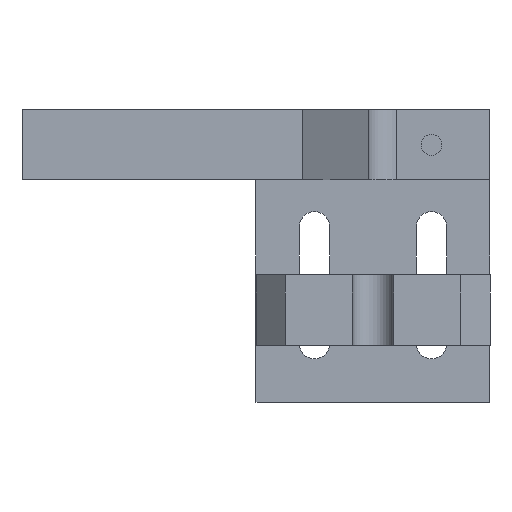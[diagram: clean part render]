
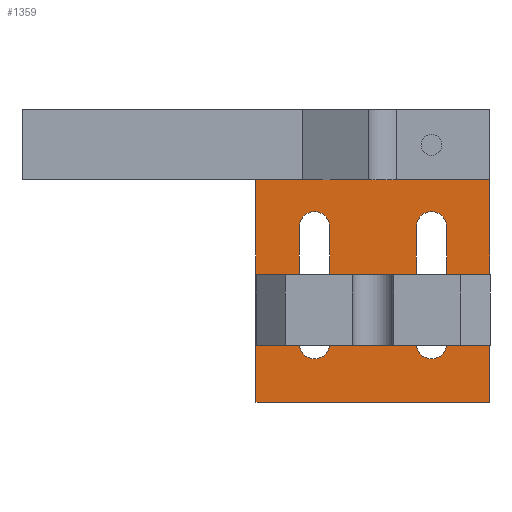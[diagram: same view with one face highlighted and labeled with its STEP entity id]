
A CAD part, front view. The second image highlights one B-rep face of the part: STEP entity #1359.
In plain terms, the highlighted planar face has unit normal (0, -1, 0).
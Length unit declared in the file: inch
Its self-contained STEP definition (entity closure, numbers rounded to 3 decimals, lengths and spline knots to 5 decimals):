
#1 = EDGE_CURVE ( 'NONE', #3399, #3401, #1845, .T. ) ;
#4 = EDGE_CURVE ( 'NONE', #3401, #3607, #2040, .T. ) ;
#26 = EDGE_CURVE ( 'NONE', #3416, #3417, #1862, .T. ) ;
#49 = EDGE_CURVE ( 'NONE', #3389, #3605, #2043, .T. ) ;
#55 = AXIS2_PLACEMENT_3D ( 'NONE', #833, #826, #828 ) ;
#66 = EDGE_CURVE ( 'NONE', #3404, #3591, #2381, .T. ) ;
#78 = EDGE_CURVE ( 'NONE', #3607, #3596, #1555, .T. ) ;
#90 = AXIS2_PLACEMENT_3D ( 'NONE', #1252, #1228, #1254 ) ;
#104 = AXIS2_PLACEMENT_3D ( 'NONE', #1082, #1078, #1097 ) ;
#116 = EDGE_CURVE ( 'NONE', #3591, #3398, #2241, .T. ) ;
#129 = AXIS2_PLACEMENT_3D ( 'NONE', #1188, #1112, #852 ) ;
#158 = EDGE_CURVE ( 'NONE', #3406, #3404, #2437, .T. ) ;
#209 = AXIS2_PLACEMENT_3D ( 'NONE', #1186, #1146, #978 ) ;
#212 = AXIS2_PLACEMENT_3D ( 'NONE', #2655, #2652, #2590 ) ;
#227 = EDGE_CURVE ( 'NONE', #3414, #3392, #1634, .T. ) ;
#241 = EDGE_CURVE ( 'NONE', #3417, #3403, #1982, .T. ) ;
#257 = AXIS2_PLACEMENT_3D ( 'NONE', #1004, #766, #824 ) ;
#276 = EDGE_CURVE ( 'NONE', #3398, #3406, #2385, .T. ) ;
#278 = AXIS2_PLACEMENT_3D ( 'NONE', #860, #782, #784 ) ;
#285 = EDGE_CURVE ( 'NONE', #3605, #3389, #1938, .T. ) ;
#310 = EDGE_CURVE ( 'NONE', #3403, #3595, #1489, .T. ) ;
#338 = EDGE_CURVE ( 'NONE', #3596, #3399, #1993, .T. ) ;
#362 = AXIS2_PLACEMENT_3D ( 'NONE', #3081, #3095, #3079 ) ;
#379 = EDGE_CURVE ( 'NONE', #3595, #3416, #1972, .T. ) ;
#384 = EDGE_CURVE ( 'NONE', #3392, #3414, #1962, .T. ) ;
#748 = DIRECTION ( 'NONE',  ( -1., 0., 0. ) ) ;
#766 = DIRECTION ( 'NONE',  ( 0., 1., 0. ) ) ;
#782 = DIRECTION ( 'NONE',  ( 0., 1., 0. ) ) ;
#784 = DIRECTION ( 'NONE',  ( 0., 0., -1. ) ) ;
#824 = DIRECTION ( 'NONE',  ( 0., 0., 1. ) ) ;
#826 = DIRECTION ( 'NONE',  ( 0., 1., 0. ) ) ;
#828 = DIRECTION ( 'NONE',  ( 0., 0., -1. ) ) ;
#833 = CARTESIAN_POINT ( 'NONE',  ( 0.25, 0., -0.75 ) ) ;
#852 = DIRECTION ( 'NONE',  ( 0., 0., 1. ) ) ;
#860 = CARTESIAN_POINT ( 'NONE',  ( 0.75, 0., -0.75 ) ) ;
#899 = CARTESIAN_POINT ( 'NONE',  ( 0.25, 0., -0.8145 ) ) ;
#929 = DIRECTION ( 'NONE',  ( 0., 0., -1. ) ) ;
#978 = DIRECTION ( 'NONE',  ( 0., 0., 1. ) ) ;
#1004 = CARTESIAN_POINT ( 'NONE',  ( 1.1, 0., -0.75 ) ) ;
#1019 = CARTESIAN_POINT ( 'NONE',  ( 0., 0., 0. ) ) ;
#1029 = DIRECTION ( 'NONE',  ( 1., 0., 0. ) ) ;
#1078 = DIRECTION ( 'NONE',  ( 0., 1., 0. ) ) ;
#1082 = CARTESIAN_POINT ( 'NONE',  ( 0.25, 0., -0.25 ) ) ;
#1097 = DIRECTION ( 'NONE',  ( 0., 0., 1. ) ) ;
#1098 = CARTESIAN_POINT ( 'NONE',  ( 0.75, 0., -0.1855 ) ) ;
#1112 = DIRECTION ( 'NONE',  ( 0., 1., 0. ) ) ;
#1128 = DIRECTION ( 'NONE',  ( 1., 0., 0. ) ) ;
#1146 = DIRECTION ( 'NONE',  ( 0., 1., 0. ) ) ;
#1168 = CARTESIAN_POINT ( 'NONE',  ( 1.25, 0., 0. ) ) ;
#1176 = DIRECTION ( 'NONE',  ( 1., 0., 0. ) ) ;
#1186 = CARTESIAN_POINT ( 'NONE',  ( 1.1, 0., -0.25 ) ) ;
#1188 = CARTESIAN_POINT ( 'NONE',  ( 1.1, 0., -0.75 ) ) ;
#1226 = CARTESIAN_POINT ( 'NONE',  ( 0.75, 0., -0.6855 ) ) ;
#1228 = DIRECTION ( 'NONE',  ( 0., 1., 0. ) ) ;
#1252 = CARTESIAN_POINT ( 'NONE',  ( 0.75, 0., -0.25 ) ) ;
#1254 = DIRECTION ( 'NONE',  ( 0., 0., -1. ) ) ;
#1359 = ADVANCED_FACE ( 'NONE', ( #2230, #1601, #1533, #1936, #1934 ), #3033, .T. ) ;
#1489 = LINE ( 'NONE', #3264, #2074 ) ;
#1533 = FACE_BOUND ( 'NONE', #3464, .T. ) ;
#1555 = CIRCLE ( 'NONE', #90, 0.0645 ) ;
#1601 = FACE_BOUND ( 'NONE', #3737, .T. ) ;
#1618 = VECTOR ( 'NONE', #929, 39.37008 ) ;
#1634 = CIRCLE ( 'NONE', #209, 0.06425 ) ;
#1767 = VECTOR ( 'NONE', #1029, 39.37008 ) ;
#1845 = CIRCLE ( 'NONE', #104, 0.0645 ) ;
#1862 = LINE ( 'NONE', #1019, #1767 ) ;
#1891 = VECTOR ( 'NONE', #1128, 39.37008 ) ;
#1920 = VECTOR ( 'NONE', #1176, 39.37008 ) ;
#1934 = FACE_OUTER_BOUND ( 'NONE', #3829, .T. ) ;
#1936 = FACE_BOUND ( 'NONE', #3760, .T. ) ;
#1938 = CIRCLE ( 'NONE', #257, 0.06425 ) ;
#1962 = CIRCLE ( 'NONE', #212, 0.06425 ) ;
#1972 = LINE ( 'NONE', #2479, #2184 ) ;
#1982 = LINE ( 'NONE', #1168, #1618 ) ;
#1993 = LINE ( 'NONE', #3162, #2280 ) ;
#2040 = LINE ( 'NONE', #1098, #1891 ) ;
#2043 = CIRCLE ( 'NONE', #129, 0.06425 ) ;
#2074 = VECTOR ( 'NONE', #3256, 39.37008 ) ;
#2184 = VECTOR ( 'NONE', #2584, 39.37008 ) ;
#2230 = FACE_BOUND ( 'NONE', #3742, .T. ) ;
#2241 = CIRCLE ( 'NONE', #278, 0.0645 ) ;
#2280 = VECTOR ( 'NONE', #3150, 39.37008 ) ;
#2320 = VECTOR ( 'NONE', #748, 39.37008 ) ;
#2381 = LINE ( 'NONE', #1226, #1920 ) ;
#2385 = LINE ( 'NONE', #899, #2320 ) ;
#2437 = CIRCLE ( 'NONE', #55, 0.0645 ) ;
#2474 = CARTESIAN_POINT ( 'NONE',  ( 1.1, 0., -0.31425 ) ) ;
#2479 = CARTESIAN_POINT ( 'NONE',  ( 0., 0., 0. ) ) ;
#2490 = CARTESIAN_POINT ( 'NONE',  ( 0.75, 0., -0.8145 ) ) ;
#2584 = DIRECTION ( 'NONE',  ( 0., 0., 1. ) ) ;
#2590 = DIRECTION ( 'NONE',  ( 0., 0., 1. ) ) ;
#2604 = CARTESIAN_POINT ( 'NONE',  ( 0.25, 0., -0.3145 ) ) ;
#2652 = DIRECTION ( 'NONE',  ( 0., 1., 0. ) ) ;
#2655 = CARTESIAN_POINT ( 'NONE',  ( 1.1, 0., -0.25 ) ) ;
#2698 = CARTESIAN_POINT ( 'NONE',  ( 0., 0., 0. ) ) ;
#2700 = CARTESIAN_POINT ( 'NONE',  ( 1.25, 0., 0. ) ) ;
#2865 = CARTESIAN_POINT ( 'NONE',  ( 0.25, 0., -0.8145 ) ) ;
#2886 = CARTESIAN_POINT ( 'NONE',  ( 0.75, 0., -0.6855 ) ) ;
#2950 = CARTESIAN_POINT ( 'NONE',  ( 1.1, 0., -0.68575 ) ) ;
#2954 = CARTESIAN_POINT ( 'NONE',  ( 1.25, 0., -1. ) ) ;
#2996 = CARTESIAN_POINT ( 'NONE',  ( 0.25, 0., -0.6855 ) ) ;
#3016 = CARTESIAN_POINT ( 'NONE',  ( 1.1, 0., -0.18575 ) ) ;
#3025 = CARTESIAN_POINT ( 'NONE',  ( 0.25, 0., -0.1855 ) ) ;
#3033 = PLANE ( 'NONE',  #362 ) ;
#3079 = DIRECTION ( 'NONE',  ( 0., 0., -1. ) ) ;
#3081 = CARTESIAN_POINT ( 'NONE',  ( 0., 0., 0. ) ) ;
#3095 = DIRECTION ( 'NONE',  ( 0., -1., 0. ) ) ;
#3134 = CARTESIAN_POINT ( 'NONE',  ( 0., 0., -1. ) ) ;
#3137 = CARTESIAN_POINT ( 'NONE',  ( 0.75, 0., -0.3145 ) ) ;
#3150 = DIRECTION ( 'NONE',  ( -1., 0., 0. ) ) ;
#3162 = CARTESIAN_POINT ( 'NONE',  ( 0.25, 0., -0.3145 ) ) ;
#3256 = DIRECTION ( 'NONE',  ( -1., 0., 0. ) ) ;
#3264 = CARTESIAN_POINT ( 'NONE',  ( 0., 0., -1. ) ) ;
#3270 = CARTESIAN_POINT ( 'NONE',  ( 0.75, 0., -0.1855 ) ) ;
#3293 = CARTESIAN_POINT ( 'NONE',  ( 1.1, 0., -0.81425 ) ) ;
#3389 = VERTEX_POINT ( 'NONE', #2950 ) ;
#3392 = VERTEX_POINT ( 'NONE', #2474 ) ;
#3398 = VERTEX_POINT ( 'NONE', #2490 ) ;
#3399 = VERTEX_POINT ( 'NONE', #2604 ) ;
#3401 = VERTEX_POINT ( 'NONE', #3025 ) ;
#3403 = VERTEX_POINT ( 'NONE', #2954 ) ;
#3404 = VERTEX_POINT ( 'NONE', #2996 ) ;
#3406 = VERTEX_POINT ( 'NONE', #2865 ) ;
#3414 = VERTEX_POINT ( 'NONE', #3016 ) ;
#3416 = VERTEX_POINT ( 'NONE', #2698 ) ;
#3417 = VERTEX_POINT ( 'NONE', #2700 ) ;
#3464 = EDGE_LOOP ( 'NONE', ( #3848, #3836 ) ) ;
#3591 = VERTEX_POINT ( 'NONE', #2886 ) ;
#3595 = VERTEX_POINT ( 'NONE', #3134 ) ;
#3596 = VERTEX_POINT ( 'NONE', #3137 ) ;
#3605 = VERTEX_POINT ( 'NONE', #3293 ) ;
#3607 = VERTEX_POINT ( 'NONE', #3270 ) ;
#3654 = ORIENTED_EDGE ( 'NONE', *, *, #310, .F. ) ;
#3737 = EDGE_LOOP ( 'NONE', ( #3839, #3833, #3834, #3849 ) ) ;
#3742 = EDGE_LOOP ( 'NONE', ( #3843, #3835, #3837, #3838 ) ) ;
#3760 = EDGE_LOOP ( 'NONE', ( #3847, #3845 ) ) ;
#3829 = EDGE_LOOP ( 'NONE', ( #3844, #3654, #3930, #3928 ) ) ;
#3833 = ORIENTED_EDGE ( 'NONE', *, *, #66, .T. ) ;
#3834 = ORIENTED_EDGE ( 'NONE', *, *, #116, .T. ) ;
#3835 = ORIENTED_EDGE ( 'NONE', *, *, #4, .T. ) ;
#3836 = ORIENTED_EDGE ( 'NONE', *, *, #285, .T. ) ;
#3837 = ORIENTED_EDGE ( 'NONE', *, *, #78, .T. ) ;
#3838 = ORIENTED_EDGE ( 'NONE', *, *, #338, .T. ) ;
#3839 = ORIENTED_EDGE ( 'NONE', *, *, #158, .T. ) ;
#3843 = ORIENTED_EDGE ( 'NONE', *, *, #1, .T. ) ;
#3844 = ORIENTED_EDGE ( 'NONE', *, *, #379, .F. ) ;
#3845 = ORIENTED_EDGE ( 'NONE', *, *, #384, .T. ) ;
#3847 = ORIENTED_EDGE ( 'NONE', *, *, #227, .T. ) ;
#3848 = ORIENTED_EDGE ( 'NONE', *, *, #49, .T. ) ;
#3849 = ORIENTED_EDGE ( 'NONE', *, *, #276, .T. ) ;
#3928 = ORIENTED_EDGE ( 'NONE', *, *, #26, .F. ) ;
#3930 = ORIENTED_EDGE ( 'NONE', *, *, #241, .F. ) ;
